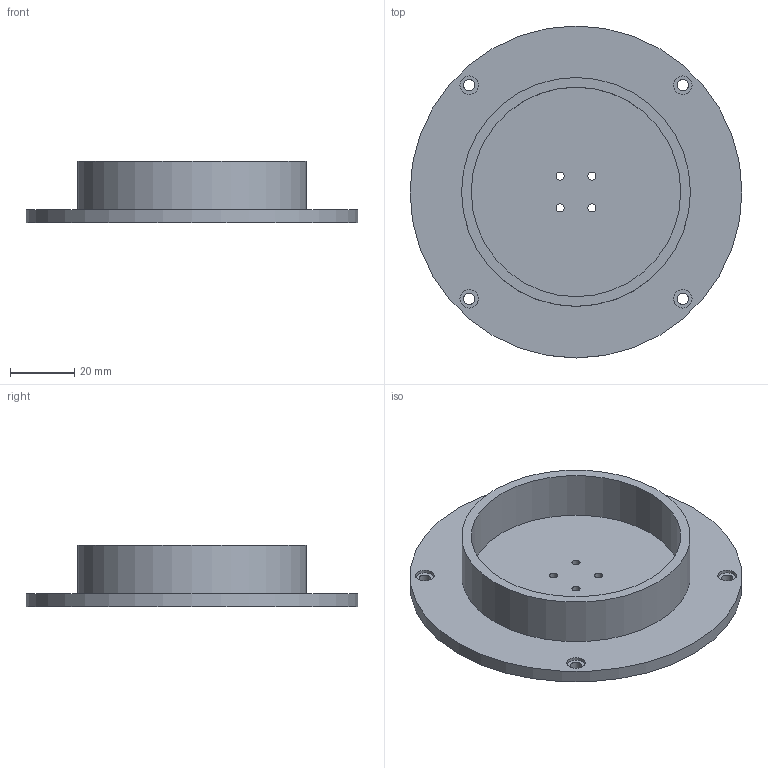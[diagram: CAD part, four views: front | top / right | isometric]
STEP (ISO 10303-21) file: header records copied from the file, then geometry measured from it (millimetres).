
FILE_DESCRIPTION(/* description */ (''),/* implementation_level */ '2;1');
FILE_NAME(/* name */ 'Slewing_Unit_bottom.step',/* time_stamp */ '2025-11-10T16:52:29+07:00',/* author */ (''),/* organization */ (''),/* preprocessor_version */ 'ST-DEVELOPER v20.1',/* originating_system */ 'Autodesk Translation Framework v14.21.0.0',/* authorisation */ '');
FILE_SCHEMA (('AUTOMOTIVE_DESIGN { 1 0 10303 214 3 1 1 }'));
Length unit declared in the file: millimetre
Products named in the file (1): Slewing_Unit_bottom
Bounding box: 103 x 103 x 19 mm (x, y, z)
Volume: 42646.4 mm3; surface area: 24580.8 mm2
Topology: 1 solids, 1 shells, 23 faces, 45 edges, 30 vertices
Faces by surface type: cylinder 15, plane 8
Full cylindrical faces by diameter (mm): 2.5 x4, 3.5 x4, 5.7 x4, 65 x1, 71 x1, 103 x1
Entity records: 674 total; most frequent: DIRECTION 123, CARTESIAN_POINT 99, ORIENTED_EDGE 90, AXIS2_PLACEMENT_3D 54, EDGE_LOOP 45, EDGE_CURVE 45, CIRCLE 30, VERTEX_POINT 30
